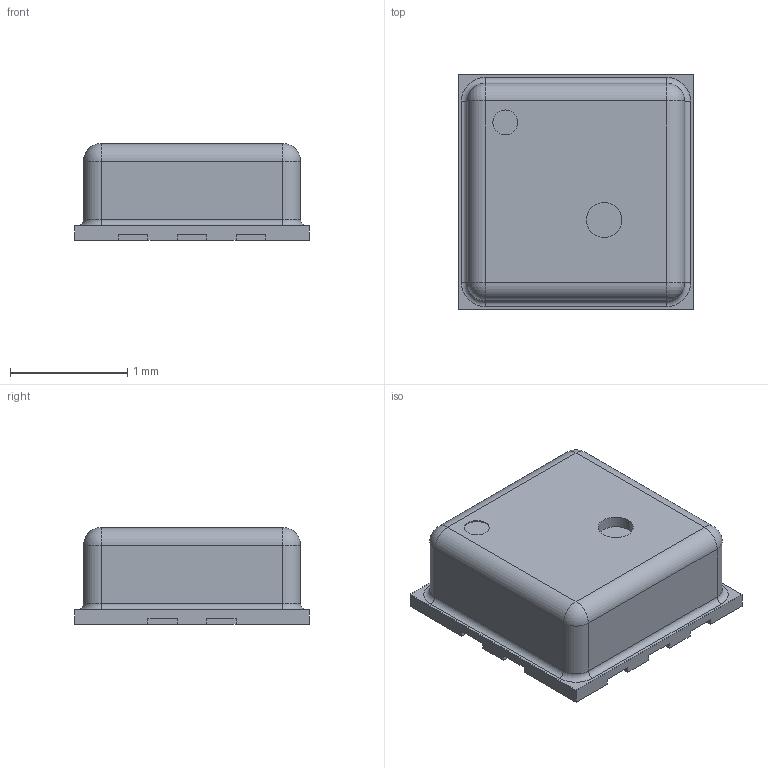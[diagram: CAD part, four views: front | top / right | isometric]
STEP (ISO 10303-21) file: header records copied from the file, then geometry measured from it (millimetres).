
FILE_DESCRIPTION (( 'STEP AP214' ), '1' );
FILE_NAME ('ICP-20100.STEP', '2022-11-19T14:23:18', ( '' ), ( '' ), 'SwSTEP 2.0', 'SolidWorks 2022', '' );
FILE_SCHEMA (( 'AUTOMOTIVE_DESIGN' ));
Length unit declared in the file: millimetre
Products named in the file (1): ICP-20100
Bounding box: 2 x 2 x 0.82 mm (x, y, z)
Volume: 2.8 mm3; surface area: 15.9 mm2
Topology: 11 solids, 11 shells, 139 faces, 326 edges, 208 vertices
Faces by surface type: plane 115, cylinder 16, sphere 4, torus 4
Entity records: 4128 total; most frequent: CARTESIAN_POINT 670, ORIENTED_EDGE 644, DIRECTION 638, EDGE_CURVE 322, VECTOR 286, LINE 286, VERTEX_POINT 208, AXIS2_PLACEMENT_3D 176
